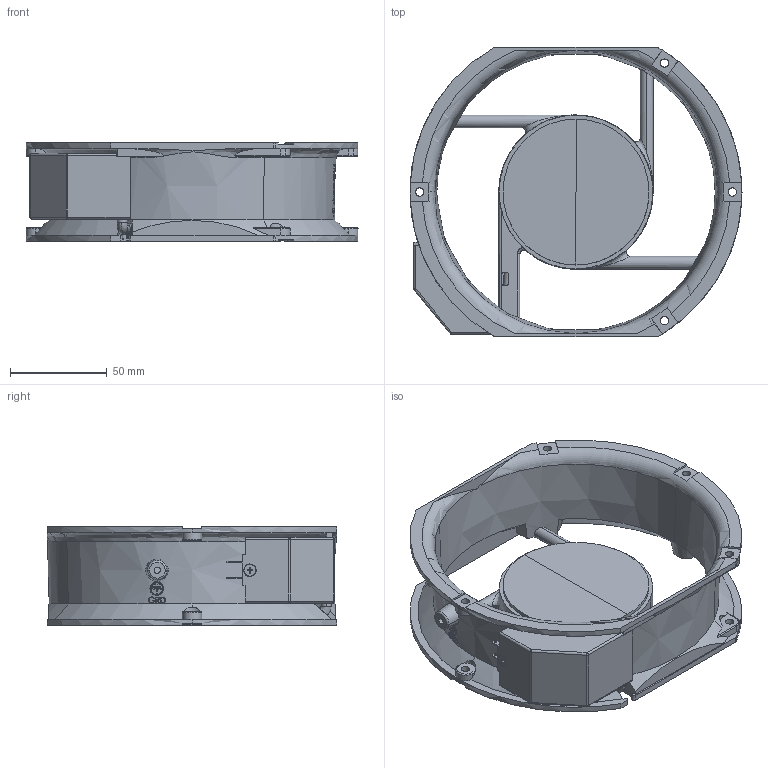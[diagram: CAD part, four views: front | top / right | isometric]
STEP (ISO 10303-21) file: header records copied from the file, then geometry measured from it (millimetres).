
FILE_DESCRIPTION (( 'STEP AP203' ), '1' );
FILE_NAME ('OA172EC_m2_tbframe.stp', '2023-09-25T16:08:00', ( '' ), ( '' ), 'SwSTEP 2.0', 'SolidWorks 2018', '' );
FILE_SCHEMA (( 'CONFIG_CONTROL_DESIGN' ));
Length unit declared in the file: millimetre
Products named in the file (1): OA172EC_m2_tbframe
Bounding box: 172 x 150 x 51 mm (x, y, z)
Volume: 211149.1 mm3; surface area: 89409.4 mm2
Topology: 1 solids, 1 shells, 680 faces, 1862 edges, 1202 vertices
Faces by surface type: plane 359, bspline 168, cylinder 96, cone 50, sphere 4, torus 3
Entity records: 31700 total; most frequent: CARTESIAN_POINT 16128, ORIENTED_EDGE 3710, DIRECTION 2606, EDGE_CURVE 1855, VERTEX_POINT 1202, AXIS2_PLACEMENT_3D 904, VECTOR 798, LINE 798
